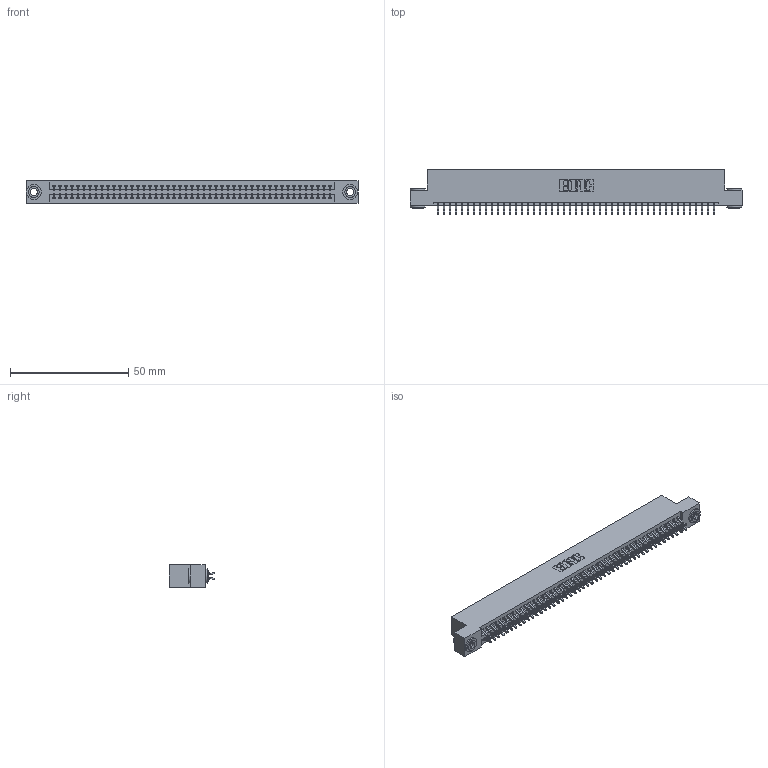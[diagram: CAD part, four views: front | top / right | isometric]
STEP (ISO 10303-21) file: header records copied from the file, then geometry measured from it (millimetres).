
FILE_DESCRIPTION (( 'STEP AP203' ), '1' );
FILE_NAME ('395-094-556-203.STEP', '2019-10-25T22:50:02', ( '' ), ( '' ), 'SwSTEP 2.0', 'SolidWorks 2016', '' );
FILE_SCHEMA (( 'CONFIG_CONTROL_DESIGN' ));
Length unit declared in the file: inch
Products named in the file (4): 345 Part_Flush Mounting Lugs - 0.156 Dia-TH; 345-292-001_556 Tail; 345-250-002_345-250-002-102; 395-094-556-203
Assembly tree (97 placements, depth 2):
  395-094-556-203
    345 Part_Flush Mounting Lugs - 0.156 Dia-TH
    345-292-001_556 Tail  x94
    345-250-002_345-250-002-102  x2
Bounding box: 140.59 x 19.24 x 9.4 mm (x, y, z)
Volume: 13719 mm3; surface area: 20498.5 mm2
Topology: 97 solids, 97 shells, 5428 faces, 16115 edges, 10614 vertices
Faces by surface type: plane 3568, cylinder 1852, cone 8
Entity records: 37074 total; most frequent: CARTESIAN_POINT 6199, ORIENTED_EDGE 6114, DIRECTION 5479, EDGE_CURVE 3057, LINE 2705, VECTOR 2705, VERTEX_POINT 2034, AXIS2_PLACEMENT_3D 1387
